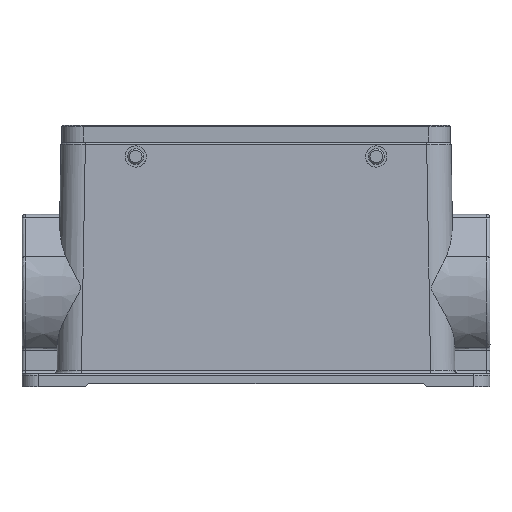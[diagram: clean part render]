
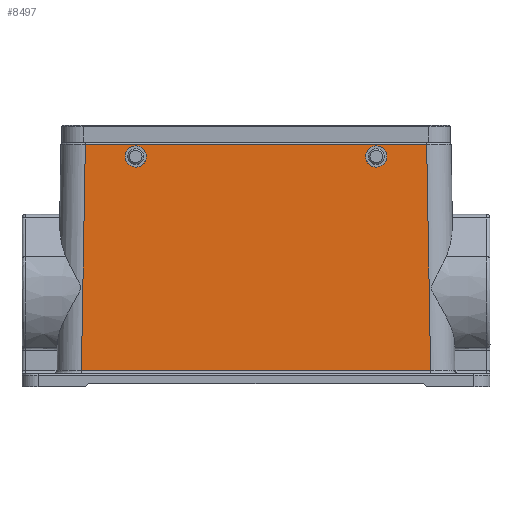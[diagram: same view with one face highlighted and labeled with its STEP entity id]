
A CAD part, top view. The second image highlights one B-rep face of the part: STEP entity #8497.
In plain terms, the highlighted planar face has unit normal (0, 0.018, 1).
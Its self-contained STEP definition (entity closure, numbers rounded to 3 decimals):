
#694 = CARTESIAN_POINT ( 'NONE',  ( -33.75, 70.8, 21.573 ) ) ;
#696 = CARTESIAN_POINT ( 'NONE',  ( -40.25, 70.8, 21.573 ) ) ;
#869 = CARTESIAN_POINT ( 'NONE',  ( -53.723, 4.983, 22.722 ) ) ;
#872 = CARTESIAN_POINT ( 'NONE',  ( 52.51, 74.509, 21.509 ) ) ;
#1456 = CARTESIAN_POINT ( 'NONE',  ( 33.75, 70.8, 21.573 ) ) ;
#1457 = CARTESIAN_POINT ( 'NONE',  ( 33.75, 64.3, 21.687 ) ) ;
#1458 = CARTESIAN_POINT ( 'NONE',  ( 40.25, 64.3, 21.687 ) ) ;
#1459 = CARTESIAN_POINT ( 'NONE',  ( 40.25, 70.8, 21.573 ) ) ;
#1469 = CARTESIAN_POINT ( 'NONE',  ( 40.25, 70.8, 21.573 ) ) ;
#1470 = CARTESIAN_POINT ( 'NONE',  ( 40.25, 77.3, 21.46 ) ) ;
#1471 = CARTESIAN_POINT ( 'NONE',  ( 33.75, 77.3, 21.46 ) ) ;
#1472 = CARTESIAN_POINT ( 'NONE',  ( 33.75, 70.8, 21.573 ) ) ;
#1499 = LINE ( 'NONE', #1500, #3310 ) ;
#1500 = CARTESIAN_POINT ( 'NONE',  ( -63.061, 74.509, 21.509 ) ) ;
#1501 = DIRECTION ( 'NONE',  ( -1., 0., 0. ) ) ;
#1535 = LINE ( 'NONE', #1536, #3286 ) ;
#1536 = CARTESIAN_POINT ( 'NONE',  ( 53.723, 4.983, 22.722 ) ) ;
#1537 = DIRECTION ( 'NONE',  ( -0.017, 1., -0.017 ) ) ;
#1681 = CARTESIAN_POINT ( 'NONE',  ( -33.75, 70.8, 21.573 ) ) ;
#1682 = CARTESIAN_POINT ( 'NONE',  ( -33.75, 64.3, 21.687 ) ) ;
#1683 = CARTESIAN_POINT ( 'NONE',  ( -40.25, 64.3, 21.687 ) ) ;
#1684 = CARTESIAN_POINT ( 'NONE',  ( -40.25, 70.8, 21.573 ) ) ;
#2334 = EDGE_CURVE ( 'NONE', #12715, #12600, #8612, .T. ) ;
#2338 = EDGE_CURVE ( 'NONE', #12600, #12715, #8614, .T. ) ;
#2347 = EDGE_CURVE ( 'NONE', #12579, #12610, #1499, .T. ) ;
#2359 = EDGE_CURVE ( 'NONE', #12700, #12579, #1535, .T. ) ;
#2388 = EDGE_CURVE ( 'NONE', #12193, #12195, #8586, .T. ) ;
#2398 = EDGE_CURVE ( 'NONE', #12576, #12700, #10165, .T. ) ;
#2401 = EDGE_CURVE ( 'NONE', #12610, #12576, #10204, .T. ) ;
#3243 = VECTOR ( 'NONE', #10206, 1000. ) ;
#3245 = VECTOR ( 'NONE', #10167, 1000. ) ;
#3286 = VECTOR ( 'NONE', #1537, 1000. ) ;
#3310 = VECTOR ( 'NONE', #1501, 1000. ) ;
#4121 = PLANE ( 'NONE',  #13160 ) ;
#4122 = CARTESIAN_POINT ( 'NONE',  ( -63.061, 75., 21.5 ) ) ;
#4123 = DIRECTION ( 'NONE',  ( 0., 0.017, 1. ) ) ;
#4124 = DIRECTION ( 'NONE',  ( 0., -1., 0.017 ) ) ;
#4727 = ORIENTED_EDGE ( 'NONE', *, *, #7475, .T. ) ;
#4767 = ORIENTED_EDGE ( 'NONE', *, *, #2401, .T. ) ;
#4774 = ORIENTED_EDGE ( 'NONE', *, *, #2398, .T. ) ;
#4775 = ORIENTED_EDGE ( 'NONE', *, *, #2388, .T. ) ;
#4789 = ORIENTED_EDGE ( 'NONE', *, *, #2359, .T. ) ;
#4793 = ORIENTED_EDGE ( 'NONE', *, *, #2347, .T. ) ;
#4801 = ORIENTED_EDGE ( 'NONE', *, *, #2338, .F. ) ;
#5029 = CARTESIAN_POINT ( 'NONE',  ( 40.25, 70.8, 21.573 ) ) ;
#5039 = CARTESIAN_POINT ( 'NONE',  ( -52.51, 74.509, 21.509 ) ) ;
#5129 = CARTESIAN_POINT ( 'NONE',  ( 53.723, 4.983, 22.722 ) ) ;
#5144 = CARTESIAN_POINT ( 'NONE',  ( 33.75, 70.8, 21.573 ) ) ;
#7475 = EDGE_CURVE ( 'NONE', #12195, #12193, #8541, .T. ) ;
#8497 = ADVANCED_FACE ( 'NONE', ( #13125, #13182, #13172 ), #4121, .T. ) ;
#8541 =( BOUNDED_CURVE ( )  B_SPLINE_CURVE ( 3, ( #11609, #11611, #11613, #11615 ),
 .UNSPECIFIED., .F., .F. ) 
 B_SPLINE_CURVE_WITH_KNOTS ( ( 4, 4 ),
 ( 4.712, 7.854 ),
 .UNSPECIFIED. ) 
 CURVE ( )  GEOMETRIC_REPRESENTATION_ITEM ( )  RATIONAL_B_SPLINE_CURVE ( ( 1., 0.333, 0.333, 1. ) ) 
 REPRESENTATION_ITEM ( '' )  );
#8586 =( BOUNDED_CURVE ( )  B_SPLINE_CURVE ( 3, ( #1681, #1682, #1683, #1684 ),
 .UNSPECIFIED., .F., .F. ) 
 B_SPLINE_CURVE_WITH_KNOTS ( ( 4, 4 ),
 ( 1.571, 4.712 ),
 .UNSPECIFIED. ) 
 CURVE ( )  GEOMETRIC_REPRESENTATION_ITEM ( )  RATIONAL_B_SPLINE_CURVE ( ( 1., 0.333, 0.333, 1. ) ) 
 REPRESENTATION_ITEM ( '' )  );
#8612 =( BOUNDED_CURVE ( )  B_SPLINE_CURVE ( 3, ( #1456, #1457, #1458, #1459 ),
 .UNSPECIFIED., .F., .T. ) 
 B_SPLINE_CURVE_WITH_KNOTS ( ( 4, 4 ),
 ( 1.571, 4.712 ),
 .UNSPECIFIED. ) 
 CURVE ( )  GEOMETRIC_REPRESENTATION_ITEM ( )  RATIONAL_B_SPLINE_CURVE ( ( 1., 0.333, 0.333, 1. ) ) 
 REPRESENTATION_ITEM ( '' )  );
#8614 =( BOUNDED_CURVE ( )  B_SPLINE_CURVE ( 3, ( #1469, #1470, #1471, #1472 ),
 .UNSPECIFIED., .F., .T. ) 
 B_SPLINE_CURVE_WITH_KNOTS ( ( 4, 4 ),
 ( 4.712, 7.854 ),
 .UNSPECIFIED. ) 
 CURVE ( )  GEOMETRIC_REPRESENTATION_ITEM ( )  RATIONAL_B_SPLINE_CURVE ( ( 1., 0.333, 0.333, 1. ) ) 
 REPRESENTATION_ITEM ( '' )  );
#10165 = LINE ( 'NONE', #10166, #3245 ) ;
#10166 = CARTESIAN_POINT ( 'NONE',  ( -63.061, 4.983, 22.722 ) ) ;
#10167 = DIRECTION ( 'NONE',  ( 1., 0., 0. ) ) ;
#10204 = LINE ( 'NONE', #10205, #3243 ) ;
#10205 = CARTESIAN_POINT ( 'NONE',  ( -52.51, 74.509, 21.509 ) ) ;
#10206 = DIRECTION ( 'NONE',  ( -0.017, -1., 0.017 ) ) ;
#11347 = ORIENTED_EDGE ( 'NONE', *, *, #2334, .F. ) ;
#11609 = CARTESIAN_POINT ( 'NONE',  ( -40.25, 70.8, 21.573 ) ) ;
#11611 = CARTESIAN_POINT ( 'NONE',  ( -40.25, 77.3, 21.46 ) ) ;
#11613 = CARTESIAN_POINT ( 'NONE',  ( -33.75, 77.3, 21.46 ) ) ;
#11615 = CARTESIAN_POINT ( 'NONE',  ( -33.75, 70.8, 21.573 ) ) ;
#12193 = VERTEX_POINT ( 'NONE', #694 ) ;
#12195 = VERTEX_POINT ( 'NONE', #696 ) ;
#12576 = VERTEX_POINT ( 'NONE', #869 ) ;
#12579 = VERTEX_POINT ( 'NONE', #872 ) ;
#12600 = VERTEX_POINT ( 'NONE', #5029 ) ;
#12610 = VERTEX_POINT ( 'NONE', #5039 ) ;
#12700 = VERTEX_POINT ( 'NONE', #5129 ) ;
#12715 = VERTEX_POINT ( 'NONE', #5144 ) ;
#12938 = EDGE_LOOP ( 'NONE', ( #4727, #4775 ) ) ;
#13066 = EDGE_LOOP ( 'NONE', ( #11347, #4801 ) ) ;
#13067 = EDGE_LOOP ( 'NONE', ( #4789, #4793, #4767, #4774 ) ) ;
#13125 = FACE_BOUND ( 'NONE', #12938, .T. ) ;
#13160 = AXIS2_PLACEMENT_3D ( 'NONE', #4122, #4123, #4124 ) ;
#13172 = FACE_BOUND ( 'NONE', #13066, .T. ) ;
#13182 = FACE_OUTER_BOUND ( 'NONE', #13067, .T. ) ;
